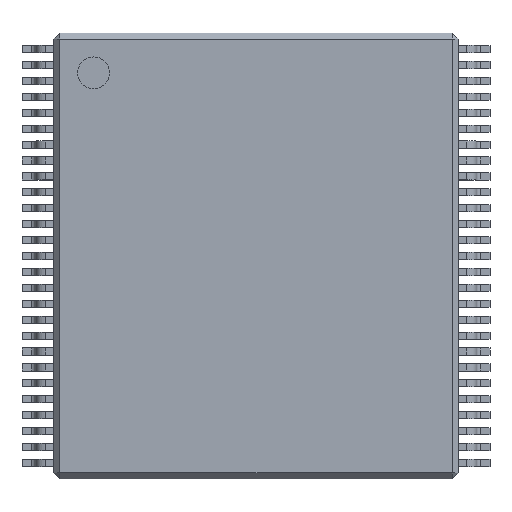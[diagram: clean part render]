
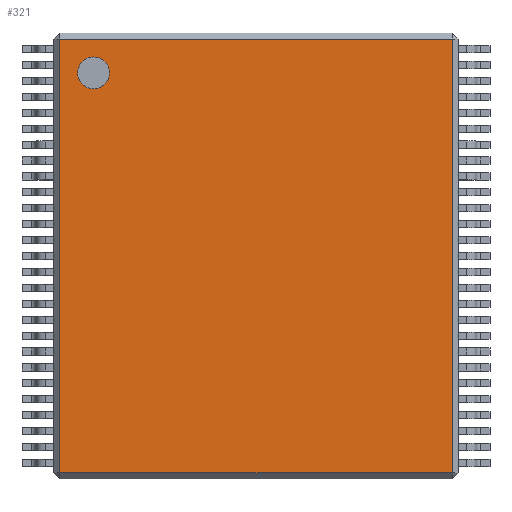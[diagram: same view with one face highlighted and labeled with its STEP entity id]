
A CAD part, top view. The second image highlights one B-rep face of the part: STEP entity #321.
In plain terms, the highlighted planar face has unit normal (0, 0, 1).
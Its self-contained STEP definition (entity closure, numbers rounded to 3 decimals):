
#13=DIRECTION('',(0.,0.,1.));
#14=DIRECTION('',(1.,0.,0.));
#117=VECTOR('',#118,1.);
#118=DIRECTION('',(0.,1.,0.));
#193=VERTEX_POINT('',#194);
#194=CARTESIAN_POINT('',(-4.93,-5.45,1.2));
#202=VERTEX_POINT('',#203);
#203=CARTESIAN_POINT('',(-4.93,5.45,1.2));
#208=ORIENTED_EDGE('',*,*,#209,.F.);
#209=EDGE_CURVE('',#193,#202,#210,.T.);
#210=LINE('',#211,#117);
#211=CARTESIAN_POINT('',(-4.93,-5.6,1.2));
#278=VECTOR('',#14,1.);
#321=ADVANCED_FACE('',(#322,#340),#349,.T.);
#322=FACE_BOUND('',#323,.T.);
#323=EDGE_LOOP('',(#208,#324,#330,#336));
#324=ORIENTED_EDGE('',*,*,#325,.T.);
#325=EDGE_CURVE('',#193,#326,#328,.T.);
#326=VERTEX_POINT('',#327);
#327=CARTESIAN_POINT('',(4.93,-5.45,1.2));
#328=LINE('',#329,#278);
#329=CARTESIAN_POINT('',(-5.08,-5.45,1.2));
#330=ORIENTED_EDGE('',*,*,#331,.T.);
#331=EDGE_CURVE('',#326,#332,#334,.T.);
#332=VERTEX_POINT('',#333);
#333=CARTESIAN_POINT('',(4.93,5.45,1.2));
#334=LINE('',#335,#117);
#335=CARTESIAN_POINT('',(4.93,-5.6,1.2));
#336=ORIENTED_EDGE('',*,*,#337,.F.);
#337=EDGE_CURVE('',#202,#332,#338,.T.);
#338=LINE('',#339,#278);
#339=CARTESIAN_POINT('',(-5.08,5.45,1.2));
#340=FACE_BOUND('',#341,.T.);
#341=EDGE_LOOP('',(#342));
#342=ORIENTED_EDGE('',*,*,#343,.F.);
#343=EDGE_CURVE('',#344,#344,#346,.T.);
#344=VERTEX_POINT('',#345);
#345=CARTESIAN_POINT('',(-3.68,4.6,1.2));
#346=CIRCLE('',#347,0.4);
#347=AXIS2_PLACEMENT_3D('',#348,#13,#14);
#348=CARTESIAN_POINT('',(-4.08,4.6,1.2));
#349=PLANE('',#350);
#350=AXIS2_PLACEMENT_3D('',#351,#13,#14);
#351=CARTESIAN_POINT('',(-5.08,-5.6,1.2));
